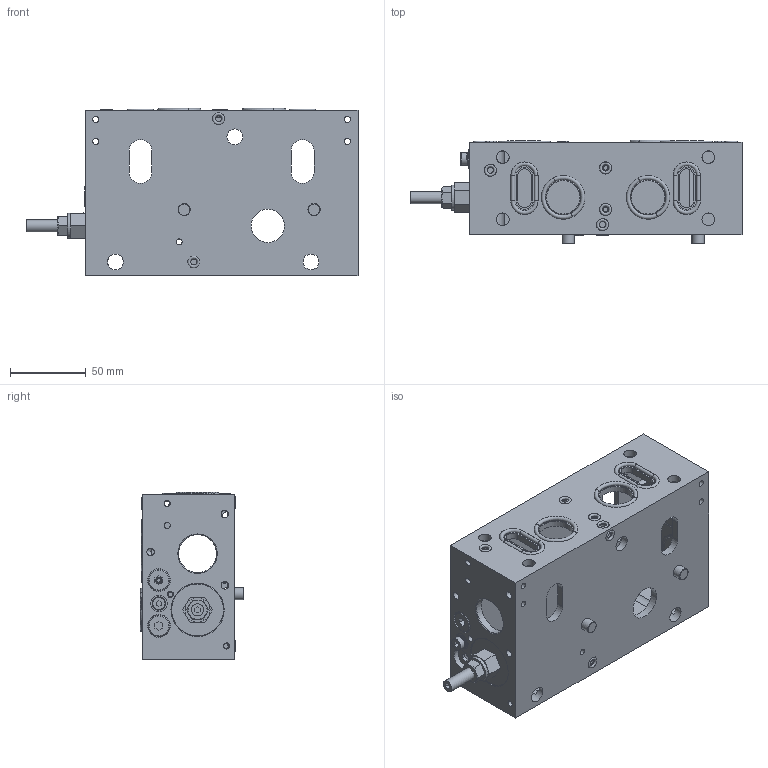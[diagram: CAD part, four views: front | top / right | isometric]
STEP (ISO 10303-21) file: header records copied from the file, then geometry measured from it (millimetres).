
FILE_DESCRIPTION(/* description */ ('Unknown'),/* implementation_level */ '2;1');
FILE_NAME(/* name */ 'AP-2220-344F-J',/* time_stamp */ '2020-11-30T17:38:52+01:00',/* author */ ('Unknown'),/* organization */ ('Unknown'),/* preprocessor_version */ 'ST-DEVELOPER v16.7',/* originating_system */ 'DEX',/* authorisation */ $);
FILE_SCHEMA (('AUTOMOTIVE_DESIGN {1 0 10303 214 3 1 1}'));
Length unit declared in the file: millimetre
Products named in the file (51): AP-2220-344F-J; AP-2220-E01-001-P_oa_0; AP-2220-001-029_oa_1; WS-0041-100_oa_2; WS-0041-100_oa_3; WT-2000-057_oa_4; WT-2600-516; WT-2600-516_oa_5; WU-4604-040_oa_6; AP-1610-001-020-A_oa_7; WU-4604-041_oa_8; WT-2602-424_oa_9; WU-4604-040_oa_10; AP-2220-001-007-B_oa_11; WT-2602-724_oa_12; WT-2600-516_oa_13; WV-2400-908; WV-7308-050_oa_14; WT-2600-516_oa_15; WT-2602-424_oa_16; WT-2602-424; WT-2600-516_oa_17; AP-2220-001-002_oa_18; WU-4604-040_oa_19; WX-2130-020_oa_20; wechselventil_oa_21; kogel_oa_22; WX-2130-020 O-RING_oa_23; WX-2130-020 O-RING_oa_24; WX-2130-020_oa_25; wechselventil_oa_26; kogel_oa_27; WX-2130-020 O-RING_oa_28; WX-2130-020 O-RING_oa_29; WU-4604-041_oa_30; WT-2602-424_oa_31; AP-2220-001-003_oa_32; WW-5311-008_oa_33; AP-2220-001-033-A_oa_34; WU-1505-006_oa_35 ...
Assembly tree (60 placements, depth 3):
  AP-2220-344F-J
    AP-2220-E01-001-P_oa_0
    AP-2220-001-029_oa_1
    WS-0041-100_oa_2
    WS-0041-100_oa_3
    WT-2000-057_oa_4
    WT-2600-516  x10
    WT-2600-516_oa_5
    WU-4604-040_oa_6
    AP-1610-001-020-A_oa_7
    WU-4604-041_oa_8
    WT-2602-424_oa_9
    WU-4604-040_oa_10
    AP-2220-001-007-B_oa_11
    WT-2602-724_oa_12
    WT-2600-516_oa_13
    WV-2400-908
    WV-7308-050_oa_14
    WT-2600-516_oa_15
    WT-2602-424_oa_16
    WT-2602-424
    WT-2600-516_oa_17
    AP-2220-001-002_oa_18
    WU-4604-040_oa_19
    WX-2130-020_oa_20
      wechselventil_oa_21
      kogel_oa_22
      WX-2130-020 O-RING_oa_23
      WX-2130-020 O-RING_oa_24
    WX-2130-020_oa_25
      wechselventil_oa_26
      kogel_oa_27
      WX-2130-020 O-RING_oa_28
      WX-2130-020 O-RING_oa_29
    WU-4604-041_oa_30
    WT-2602-424_oa_31
    AP-2220-001-003_oa_32
    WW-5311-008_oa_33
    AP-2220-001-033-A_oa_34
    WU-1505-006_oa_35
    WU-4604-040_oa_36
    WU-4604-040_oa_37
    WU-4604-040_oa_38
    WU-4208-012_oa_39
    WU-4208-012_oa_40
    WW-5440-002_oa_41
    WW-5440-002_oa_42
    WT-2602-424_oa_43
    WT-2602-424_oa_44
    WS-0051-080_oa_45
    WT-2603-024  x2
Bounding box: 219 x 68.31 x 110.31 mm (x, y, z)
Volume: 325642.1 mm3; surface area: 151672.2 mm2
Topology: 43 solids, 43 shells, 735 faces, 1691 edges, 1142 vertices
Faces by surface type: plane 341, cylinder 317, torus 40, cone 37
Full cylindrical faces by diameter (mm): 2.62 x10, 3 x9, 3.75 x62, 4 x94, 4.134 x1, 4.2 x2, 4.917 x6, 5 x1, 5.7 x1, 6.647 x2, 7.7 x2, 7.8 x14, 8 x8, 8.376 x5, 8.5 x1, 8.566 x1, 9 x1, 10.5 x4, 11 x1, 12 x1, 13.8 x1, 14 x3, 15 x2, 16.5 x1, 21 x1, 22 x4, 23.7 x1, 25 x2, 26.8 x1, 28.15 x3
Entity records: 21909 total; most frequent: DIRECTION 3485, CARTESIAN_POINT 3155, ORIENTED_EDGE 2440, AXIS2_PLACEMENT_3D 1508, FACE_BOUND 1327, EDGE_LOOP 1317, EDGE_CURVE 1220, VERTEX_POINT 997
